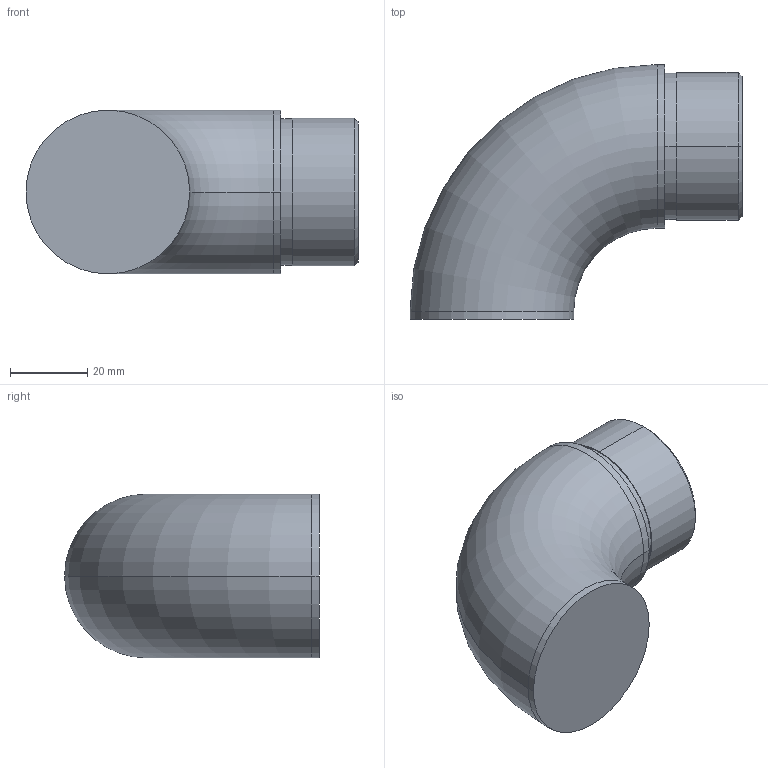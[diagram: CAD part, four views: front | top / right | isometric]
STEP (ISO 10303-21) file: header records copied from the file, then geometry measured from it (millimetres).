
FILE_DESCRIPTION (( 'STEP AP203' ), '1' );
FILE_NAME ('A_0739-242-S.STEP', '2019-01-29T09:10:27', ( '' ), ( '' ), 'SwSTEP 2.0', 'SolidWorks 2018', '' );
FILE_SCHEMA (( 'CONFIG_CONTROL_DESIGN' ));
Length unit declared in the file: millimetre
Products named in the file (2): A_0739-242-S.P1_Hotovy diel; A_0739-242-S
Assembly tree (1 placements, depth 2):
  A_0739-242-S
    A_0739-242-S.P1_Hotovy diel
Bounding box: 86 x 66 x 42.4 mm (x, y, z)
Volume: 30014.4 mm3; surface area: 25152.6 mm2
Topology: 1 solids, 1 shells, 25 faces, 50 edges, 30 vertices
Faces by surface type: cylinder 12, plane 5, torus 4, cone 4
Entity records: 949 total; most frequent: CARTESIAN_POINT 210, DIRECTION 138, ORIENTED_EDGE 100, AXIS2_PLACEMENT_3D 61, EDGE_CURVE 50, CIRCLE 32, VERTEX_POINT 30, EDGE_LOOP 28
